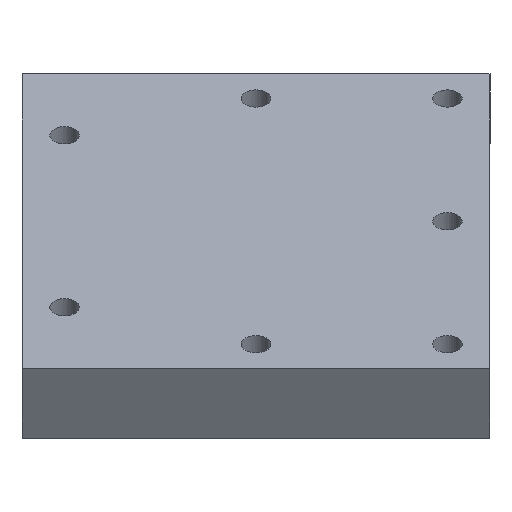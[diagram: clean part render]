
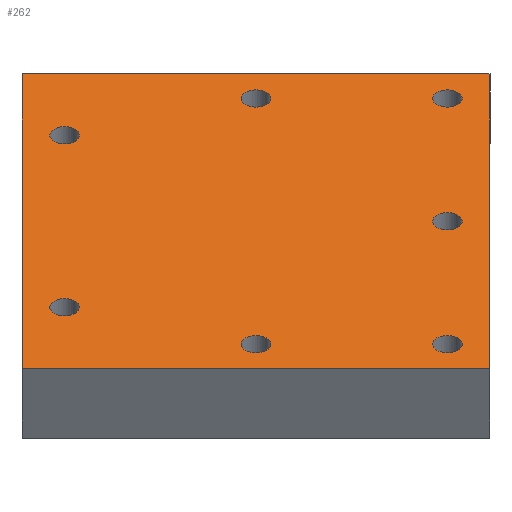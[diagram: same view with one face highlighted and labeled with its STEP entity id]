
A CAD part, isometric view. The second image highlights one B-rep face of the part: STEP entity #262.
In plain terms, the highlighted planar face has unit normal (0, 0, 1).
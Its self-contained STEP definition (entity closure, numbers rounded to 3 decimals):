
#15=FACE_BOUND('',#56,.T.);
#16=FACE_BOUND('',#57,.T.);
#17=FACE_BOUND('',#58,.T.);
#18=FACE_BOUND('',#59,.T.);
#19=FACE_BOUND('',#60,.T.);
#20=FACE_BOUND('',#61,.T.);
#21=FACE_BOUND('',#62,.T.);
#29=PLANE('',#303);
#42=FACE_OUTER_BOUND('',#55,.T.);
#55=EDGE_LOOP('',(#210,#211,#212,#213));
#56=EDGE_LOOP('',(#214));
#57=EDGE_LOOP('',(#215));
#58=EDGE_LOOP('',(#216));
#59=EDGE_LOOP('',(#217));
#60=EDGE_LOOP('',(#218));
#61=EDGE_LOOP('',(#219));
#62=EDGE_LOOP('',(#220));
#82=LINE('',#430,#101);
#83=LINE('',#432,#102);
#84=LINE('',#434,#103);
#85=LINE('',#435,#104);
#101=VECTOR('',#362,120.);
#102=VECTOR('',#363,110.);
#103=VECTOR('',#364,120.);
#104=VECTOR('',#365,110.);
#113=CIRCLE('',#283,3.5);
#115=CIRCLE('',#286,3.5);
#117=CIRCLE('',#289,3.5);
#119=CIRCLE('',#292,3.5);
#121=CIRCLE('',#295,3.5);
#123=CIRCLE('',#298,3.5);
#125=CIRCLE('',#301,3.5);
#127=VERTEX_POINT('',#386);
#129=VERTEX_POINT('',#392);
#131=VERTEX_POINT('',#398);
#133=VERTEX_POINT('',#404);
#135=VERTEX_POINT('',#410);
#137=VERTEX_POINT('',#416);
#139=VERTEX_POINT('',#422);
#141=VERTEX_POINT('',#428);
#142=VERTEX_POINT('',#429);
#143=VERTEX_POINT('',#431);
#144=VERTEX_POINT('',#433);
#149=EDGE_CURVE('',#127,#127,#113,.T.);
#152=EDGE_CURVE('',#129,#129,#115,.T.);
#155=EDGE_CURVE('',#131,#131,#117,.T.);
#158=EDGE_CURVE('',#133,#133,#119,.T.);
#161=EDGE_CURVE('',#135,#135,#121,.T.);
#164=EDGE_CURVE('',#137,#137,#123,.T.);
#167=EDGE_CURVE('',#139,#139,#125,.T.);
#170=EDGE_CURVE('',#141,#142,#82,.T.);
#171=EDGE_CURVE('',#142,#143,#83,.T.);
#172=EDGE_CURVE('',#143,#144,#84,.T.);
#173=EDGE_CURVE('',#144,#141,#85,.T.);
#210=ORIENTED_EDGE('',*,*,#170,.T.);
#211=ORIENTED_EDGE('',*,*,#171,.T.);
#212=ORIENTED_EDGE('',*,*,#172,.T.);
#213=ORIENTED_EDGE('',*,*,#173,.T.);
#214=ORIENTED_EDGE('',*,*,#149,.T.);
#215=ORIENTED_EDGE('',*,*,#152,.T.);
#216=ORIENTED_EDGE('',*,*,#155,.T.);
#217=ORIENTED_EDGE('',*,*,#158,.T.);
#218=ORIENTED_EDGE('',*,*,#161,.T.);
#219=ORIENTED_EDGE('',*,*,#164,.T.);
#220=ORIENTED_EDGE('',*,*,#167,.T.);
#262=ADVANCED_FACE('',(#42,#15,#16,#17,#18,#19,#20,#21),#29,.T.);
#283=AXIS2_PLACEMENT_3D('',#387,#313,#314);
#286=AXIS2_PLACEMENT_3D('',#393,#320,#321);
#289=AXIS2_PLACEMENT_3D('',#399,#327,#328);
#292=AXIS2_PLACEMENT_3D('',#405,#334,#335);
#295=AXIS2_PLACEMENT_3D('',#411,#341,#342);
#298=AXIS2_PLACEMENT_3D('',#417,#348,#349);
#301=AXIS2_PLACEMENT_3D('',#423,#355,#356);
#303=AXIS2_PLACEMENT_3D('',#427,#360,#361);
#313=DIRECTION('center_axis',(0.,0.,-1.));
#314=DIRECTION('ref_axis',(-1.,0.,0.));
#320=DIRECTION('center_axis',(0.,0.,-1.));
#321=DIRECTION('ref_axis',(-1.,0.,0.));
#327=DIRECTION('center_axis',(0.,0.,-1.));
#328=DIRECTION('ref_axis',(-1.,0.,0.));
#334=DIRECTION('center_axis',(0.,0.,-1.));
#335=DIRECTION('ref_axis',(-1.,0.,0.));
#341=DIRECTION('center_axis',(0.,0.,-1.));
#342=DIRECTION('ref_axis',(-1.,0.,0.));
#348=DIRECTION('center_axis',(0.,0.,-1.));
#349=DIRECTION('ref_axis',(-1.,0.,0.));
#355=DIRECTION('center_axis',(0.,0.,-1.));
#356=DIRECTION('ref_axis',(-1.,0.,0.));
#360=DIRECTION('center_axis',(0.,0.,1.));
#361=DIRECTION('ref_axis',(1.,0.,0.));
#362=DIRECTION('',(-0.707,-0.707,0.));
#363=DIRECTION('',(0.707,-0.707,0.));
#364=DIRECTION('',(0.707,0.707,0.));
#365=DIRECTION('',(-0.707,0.707,0.));
#386=CARTESIAN_POINT('',(-2564.138,189.777,20.));
#387=CARTESIAN_POINT('Origin',(-2567.638,189.777,20.));
#392=CARTESIAN_POINT('',(-2475.749,150.886,20.));
#393=CARTESIAN_POINT('Origin',(-2479.249,150.886,20.));
#398=CARTESIAN_POINT('',(-2514.64,239.274,20.));
#399=CARTESIAN_POINT('Origin',(-2518.14,239.274,20.));
#404=CARTESIAN_POINT('',(-2542.924,147.35,20.));
#405=CARTESIAN_POINT('Origin',(-2546.424,147.35,20.));
#410=CARTESIAN_POINT('',(-2440.394,186.241,20.));
#411=CARTESIAN_POINT('Origin',(-2443.894,186.241,20.));
#416=CARTESIAN_POINT('',(-2472.214,218.061,20.));
#417=CARTESIAN_POINT('Origin',(-2475.714,218.061,20.));
#422=CARTESIAN_POINT('',(-2511.105,115.53,20.));
#423=CARTESIAN_POINT('Origin',(-2514.605,115.53,20.));
#427=CARTESIAN_POINT('Origin',(-2400.025,424.2,20.));
#428=CARTESIAN_POINT('',(-2507.534,264.023,20.));
#429=CARTESIAN_POINT('',(-2592.386,179.17,20.));
#430=CARTESIAN_POINT('',(-2507.534,264.023,20.));
#431=CARTESIAN_POINT('',(-2514.605,101.388,20.));
#432=CARTESIAN_POINT('',(-2592.386,179.17,20.));
#433=CARTESIAN_POINT('',(-2429.752,186.241,20.));
#434=CARTESIAN_POINT('',(-2514.605,101.388,20.));
#435=CARTESIAN_POINT('',(-2429.752,186.241,20.));
